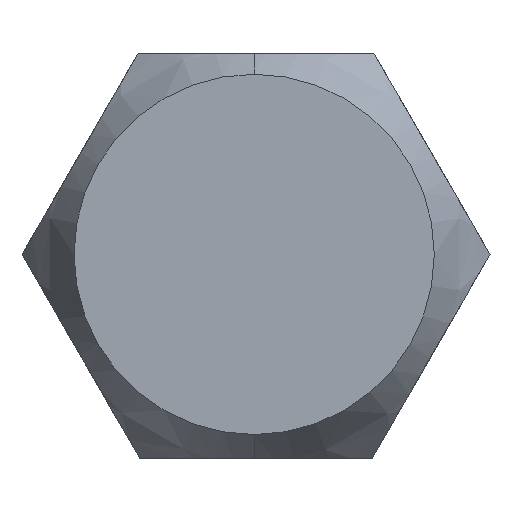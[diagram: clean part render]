
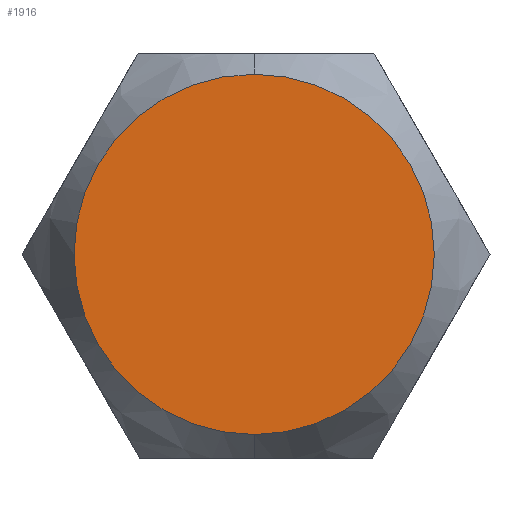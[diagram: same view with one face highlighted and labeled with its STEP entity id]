
A CAD part, front view. The second image highlights one B-rep face of the part: STEP entity #1916.
In plain terms, the highlighted planar face has unit normal (0, -1, 0).
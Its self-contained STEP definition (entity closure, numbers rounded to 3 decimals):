
#137 = AXIS2_PLACEMENT_3D ( 'NONE', #3599, #1403, #2343 ) ;
#545 = AXIS2_PLACEMENT_3D ( 'NONE', #905, #2218, #933 ) ;
#609 = ORIENTED_EDGE ( 'NONE', *, *, #841, .F. ) ;
#662 = VERTEX_POINT ( 'NONE', #3011 ) ;
#841 = EDGE_CURVE ( 'NONE', #4064, #662, #1836, .T. ) ;
#905 = CARTESIAN_POINT ( 'NONE',  ( 0., 0., 0. ) ) ;
#933 = DIRECTION ( 'NONE',  ( 0., 0., 1. ) ) ;
#1009 = AXIS2_PLACEMENT_3D ( 'NONE', #1146, #2104, #2397 ) ;
#1137 = CIRCLE ( 'NONE', #137, 2.8 ) ;
#1146 = CARTESIAN_POINT ( 'NONE',  ( 0.029, 0., 6.3 ) ) ;
#1403 = DIRECTION ( 'NONE',  ( 0., 1., 0. ) ) ;
#1836 = CIRCLE ( 'NONE', #545, 2.8 ) ;
#1916 = ADVANCED_FACE ( 'NONE', ( #3882 ), #3928, .T. ) ;
#2104 = DIRECTION ( 'NONE',  ( 0., -1., 0. ) ) ;
#2218 = DIRECTION ( 'NONE',  ( 0., 1., 0. ) ) ;
#2343 = DIRECTION ( 'NONE',  ( 0., 0., 1. ) ) ;
#2397 = DIRECTION ( 'NONE',  ( 1., 0., 0. ) ) ;
#2456 = ORIENTED_EDGE ( 'NONE', *, *, #2669, .F. ) ;
#2669 = EDGE_CURVE ( 'NONE', #662, #4064, #1137, .T. ) ;
#3011 = CARTESIAN_POINT ( 'NONE',  ( 0., 0., 2.8 ) ) ;
#3599 = CARTESIAN_POINT ( 'NONE',  ( 0., 0., 0. ) ) ;
#3616 = CARTESIAN_POINT ( 'NONE',  ( 0., 0., -2.8 ) ) ;
#3882 = FACE_OUTER_BOUND ( 'NONE', #3887, .T. ) ;
#3887 = EDGE_LOOP ( 'NONE', ( #2456, #609 ) ) ;
#3928 = PLANE ( 'NONE',  #1009 ) ;
#4064 = VERTEX_POINT ( 'NONE', #3616 ) ;
